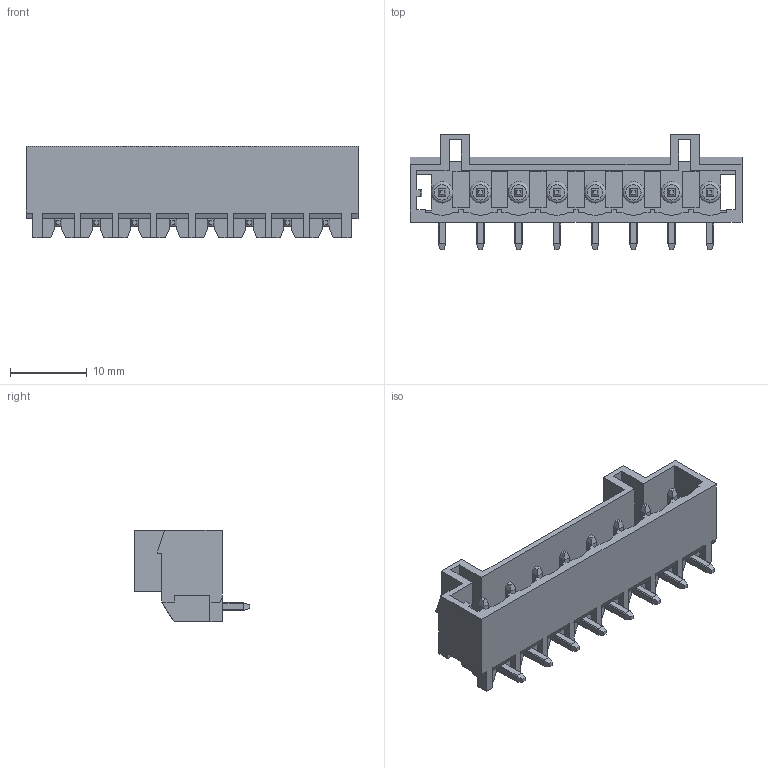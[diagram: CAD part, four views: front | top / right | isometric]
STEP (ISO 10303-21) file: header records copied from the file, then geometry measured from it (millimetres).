
FILE_DESCRIPTION( ( 'Unknown' ), '1' );
FILE_NAME( '691370710008B.stp', 'Unknown', ( 'Unknown' ), ( 'Unknown' ), 'PSStep 19.0.9', 'Unknown', ' ' );
FILE_SCHEMA( ( 'AUTOMOTIVE_DESIGN { 1 0 10303 214 1 1 1 1 }' ) );
Length unit declared in the file: millimetre
Products named in the file (3): Assem1; 6913707100xxB_PIN; 691370710008B
Assembly tree (9 placements, depth 2):
  Assem1
    6913707100xxB_PIN  x8
    691370710008B
Bounding box: 43.4 x 15.1 x 12 mm (x, y, z)
Volume: 1756.5 mm3; surface area: 4034.8 mm2
Topology: 9 solids, 9 shells, 500 faces, 1443 edges, 932 vertices
Faces by surface type: plane 452, cylinder 24, cone 16, torus 8
Full cylindrical faces by diameter (mm): 2.8 x8
Entity records: 12984 total; most frequent: CARTESIAN_POINT 1873, ORIENTED_EDGE 1872, DIRECTION 1630, EDGE_CURVE 936, LINE 884, VECTOR 884, VERTEX_POINT 616, AXIS2_PLACEMENT_3D 373
